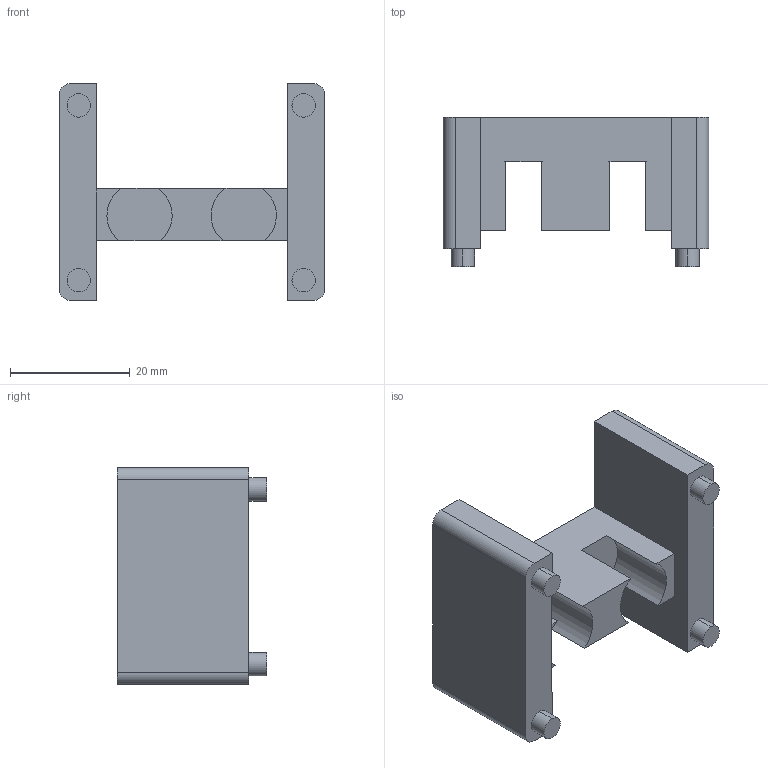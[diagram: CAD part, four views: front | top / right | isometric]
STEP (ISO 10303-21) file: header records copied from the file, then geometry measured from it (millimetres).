
FILE_DESCRIPTION (( 'STEP AP203' ), '1' );
FILE_NAME ('ADR1399_soldering_tool.STEP', '2022-01-25T11:17:45', ( '' ), ( '' ), 'SwSTEP 2.0', 'SolidWorks 2021', '' );
FILE_SCHEMA (( 'CONFIG_CONTROL_DESIGN' ));
Length unit declared in the file: millimetre
Products named in the file (1): ADR1399_soldering_tool
Bounding box: 44.45 x 25 x 36.32 mm (x, y, z)
Volume: 13267.6 mm3; surface area: 6593.4 mm2
Topology: 5 solids, 5 shells, 58 faces, 132 edges, 88 vertices
Faces by surface type: plane 32, cylinder 26
Entity records: 1717 total; most frequent: DIRECTION 302, CARTESIAN_POINT 279, ORIENTED_EDGE 264, EDGE_CURVE 132, AXIS2_PLACEMENT_3D 111, VERTEX_POINT 88, VECTOR 80, LINE 80
